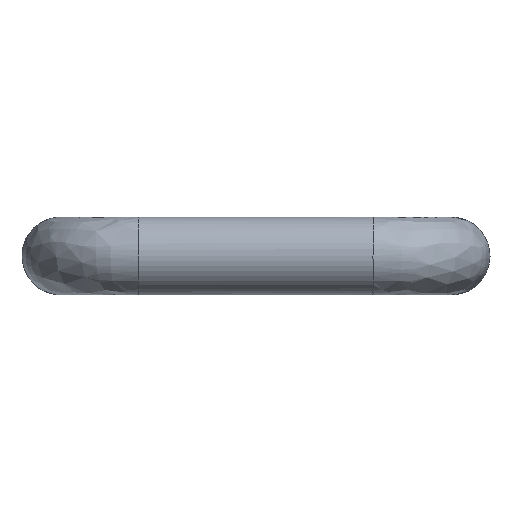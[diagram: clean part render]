
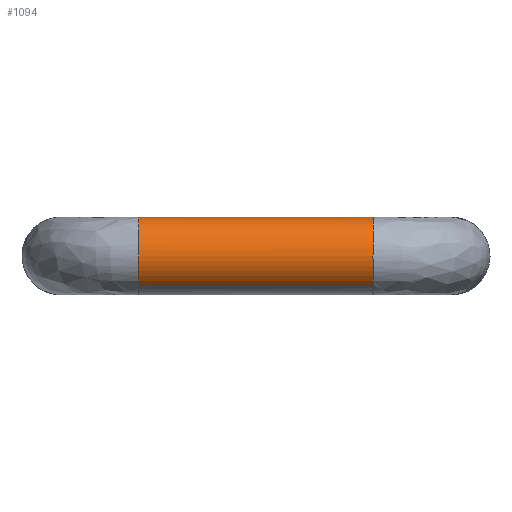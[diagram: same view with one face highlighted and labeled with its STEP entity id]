
A CAD part, front view. The second image highlights one B-rep face of the part: STEP entity #1094.
In plain terms, the highlighted free-form (B-spline) face has degree [2, 1] with [9, 2] control points.
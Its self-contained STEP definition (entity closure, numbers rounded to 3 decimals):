
#928=CARTESIAN_POINT('',(3.7,-18.756,-1.566));
#929=CARTESIAN_POINT('',(3.7,-18.619,-1.457));
#930=CARTESIAN_POINT('',(3.7,-18.502,-1.325));
#931=CARTESIAN_POINT('',(3.7,-17.177,0.173));
#932=CARTESIAN_POINT('',(3.7,-18.675,1.498));
#933=CARTESIAN_POINT('',(3.7,-20.173,2.823));
#934=CARTESIAN_POINT('',(3.7,-21.498,1.325));
#935=CARTESIAN_POINT('',(3.7,-22.823,-0.173));
#936=CARTESIAN_POINT('',(3.7,-21.325,-1.498));
#937=CARTESIAN_POINT('',(16.308,-18.756,-1.566));
#938=CARTESIAN_POINT('',(16.308,-18.619,-1.457));
#939=CARTESIAN_POINT('',(16.308,-18.502,-1.325));
#940=CARTESIAN_POINT('',(16.308,-17.177,0.173));
#941=CARTESIAN_POINT('',(16.308,-18.675,1.498));
#942=CARTESIAN_POINT('',(16.308,-20.173,2.823));
#943=CARTESIAN_POINT('',(16.308,-21.498,1.325));
#944=CARTESIAN_POINT('',(16.308,-22.823,-0.173));
#945=CARTESIAN_POINT('',(16.308,-21.325,-1.498));
#953=(BOUNDED_SURFACE()B_SPLINE_SURFACE(2,1,((#928,#937),(#929,#938),(#930,#939),(#931,#940),(#932,#941),(#933,#942),(#934,#943),(#935,#944),(#936,#945)),.UNSPECIFIED.,.F.,.F.,.U.)B_SPLINE_SURFACE_WITH_KNOTS((3,2,2,2,3),(2,2),(0.0,0.398,3.711,7.025,10.339),(0.0,12.608),.UNSPECIFIED.)GEOMETRIC_REPRESENTATION_ITEM()RATIONAL_B_SPLINE_SURFACE(((0.938,0.938),(0.965,0.965),(1.0,1.0),(0.707,0.707),(1.0,1.0),(0.707,0.707),(1.0,1.0),(0.707,0.707),(1.0,1.0)))REPRESENTATION_ITEM('')SURFACE());
#954=CARTESIAN_POINT('',(16.0,-18.0,0.0));
#955=VERTEX_POINT('',#954);
#956=CARTESIAN_POINT('',(16.,-18.756,-1.566));
#957=VERTEX_POINT('',#956);
#958=CARTESIAN_POINT('',(16.0,-18.0,0.0));
#959=CARTESIAN_POINT('',(16.,-18.,-0.966));
#960=CARTESIAN_POINT('',(16.,-18.756,-1.566));
#968=(BOUNDED_CURVE()B_SPLINE_CURVE(2,(#958,#959,#960),.UNSPECIFIED.,.F.,.U.)B_SPLINE_CURVE_WITH_KNOTS((3,3),(0.0,0.142),.UNSPECIFIED.)CURVE()GEOMETRIC_REPRESENTATION_ITEM()RATIONAL_B_SPLINE_CURVE((1.0,0.833,0.856))REPRESENTATION_ITEM(''));
#969=EDGE_CURVE('',#955,#957,#968,.T.);
#970=ORIENTED_EDGE('',*,*,#969,.T.);
#971=CARTESIAN_POINT('',(4.,-18.756,-1.566));
#972=VERTEX_POINT('',#971);
#973=CARTESIAN_POINT('',(4.,-18.756,-1.566));
#974=CARTESIAN_POINT('',(16.,-18.756,-1.566));
#975=QUASI_UNIFORM_CURVE('',1,(#973,#974),.UNSPECIFIED.,.F.,.U.);
#976=EDGE_CURVE('',#972,#957,#975,.T.);
#977=ORIENTED_EDGE('',*,*,#976,.F.);
#978=CARTESIAN_POINT('',(4.0,-18.0,0.0));
#979=VERTEX_POINT('',#978);
#980=CARTESIAN_POINT('',(4.0,-18.0,0.0));
#981=CARTESIAN_POINT('',(4.,-18.,-0.966));
#982=CARTESIAN_POINT('',(4.,-18.756,-1.566));
#990=(BOUNDED_CURVE()B_SPLINE_CURVE(2,(#980,#981,#982),.UNSPECIFIED.,.F.,.U.)B_SPLINE_CURVE_WITH_KNOTS((3,3),(0.0,0.142),.UNSPECIFIED.)CURVE()GEOMETRIC_REPRESENTATION_ITEM()RATIONAL_B_SPLINE_CURVE((1.0,0.833,0.856))REPRESENTATION_ITEM(''));
#991=EDGE_CURVE('',#979,#972,#990,.T.);
#992=ORIENTED_EDGE('',*,*,#991,.F.);
#993=CARTESIAN_POINT('',(4.,-20.025,2.));
#994=VERTEX_POINT('',#993);
#995=CARTESIAN_POINT('',(4.,-20.025,2.));
#996=CARTESIAN_POINT('',(4.,-20.013,2.));
#997=CARTESIAN_POINT('',(4.0,-20.0,2.0));
#998=CARTESIAN_POINT('',(4.,-18.,2.));
#999=CARTESIAN_POINT('',(4.0,-18.0,0.0));
#1007=(BOUNDED_CURVE()B_SPLINE_CURVE(2,(#995,#996,#997,#998,#999),.UNSPECIFIED.,.F.,.U.)B_SPLINE_CURVE_WITH_KNOTS((3,2,3),(0.748,0.75,1.0),.UNSPECIFIED.)CURVE()GEOMETRIC_REPRESENTATION_ITEM()RATIONAL_B_SPLINE_CURVE((0.995,0.997,1.0,0.707,1.0))REPRESENTATION_ITEM(''));
#1008=EDGE_CURVE('',#994,#979,#1007,.T.);
#1009=ORIENTED_EDGE('',*,*,#1008,.F.);
#1010=CARTESIAN_POINT('',(4.0,-22.0,0.0));
#1011=VERTEX_POINT('',#1010);
#1012=CARTESIAN_POINT('',(4.0,-22.0,0.0));
#1013=CARTESIAN_POINT('',(4.0,-22.0,1.975));
#1014=CARTESIAN_POINT('',(4.,-20.025,2.));
#1022=(BOUNDED_CURVE()B_SPLINE_CURVE(2,(#1012,#1013,#1014),.UNSPECIFIED.,.F.,.U.)B_SPLINE_CURVE_WITH_KNOTS((3,3),(0.5,0.748),.UNSPECIFIED.)CURVE()GEOMETRIC_REPRESENTATION_ITEM()RATIONAL_B_SPLINE_CURVE((1.0,0.71,0.995))REPRESENTATION_ITEM(''));
#1023=EDGE_CURVE('',#1011,#994,#1022,.T.);
#1024=ORIENTED_EDGE('',*,*,#1023,.F.);
#1025=CARTESIAN_POINT('',(4.0,-21.325,-1.498));
#1026=VERTEX_POINT('',#1025);
#1027=CARTESIAN_POINT('',(4.,-21.325,-1.498));
#1028=CARTESIAN_POINT('',(4.0,-22.,-0.901));
#1029=CARTESIAN_POINT('',(4.0,-22.0,0.0));
#1037=(BOUNDED_CURVE()B_SPLINE_CURVE(2,(#1027,#1028,#1029),.UNSPECIFIED.,.F.,.U.)B_SPLINE_CURVE_WITH_KNOTS((3,3),(0.366,0.5),.UNSPECIFIED.)CURVE()GEOMETRIC_REPRESENTATION_ITEM()RATIONAL_B_SPLINE_CURVE((0.854,0.843,1.0))REPRESENTATION_ITEM(''));
#1038=EDGE_CURVE('',#1026,#1011,#1037,.T.);
#1039=ORIENTED_EDGE('',*,*,#1038,.F.);
#1040=CARTESIAN_POINT('',(16.,-21.325,-1.498));
#1041=VERTEX_POINT('',#1040);
#1042=CARTESIAN_POINT('',(4.0,-21.325,-1.498));
#1043=CARTESIAN_POINT('',(16.,-21.325,-1.498));
#1044=QUASI_UNIFORM_CURVE('',1,(#1042,#1043),.UNSPECIFIED.,.F.,.U.);
#1045=EDGE_CURVE('',#1026,#1041,#1044,.T.);
#1046=ORIENTED_EDGE('',*,*,#1045,.T.);
#1047=CARTESIAN_POINT('',(16.0,-22.0,0.0));
#1048=VERTEX_POINT('',#1047);
#1049=CARTESIAN_POINT('',(16.,-21.325,-1.498));
#1050=CARTESIAN_POINT('',(16.,-22.,-0.901));
#1051=CARTESIAN_POINT('',(16.0,-22.0,0.0));
#1059=(BOUNDED_CURVE()B_SPLINE_CURVE(2,(#1049,#1050,#1051),.UNSPECIFIED.,.F.,.U.)B_SPLINE_CURVE_WITH_KNOTS((3,3),(0.366,0.5),.UNSPECIFIED.)CURVE()GEOMETRIC_REPRESENTATION_ITEM()RATIONAL_B_SPLINE_CURVE((0.854,0.843,1.0))REPRESENTATION_ITEM(''));
#1060=EDGE_CURVE('',#1041,#1048,#1059,.T.);
#1061=ORIENTED_EDGE('',*,*,#1060,.T.);
#1062=CARTESIAN_POINT('',(16.,-20.05,1.999));
#1063=VERTEX_POINT('',#1062);
#1064=CARTESIAN_POINT('',(16.0,-22.0,0.0));
#1065=CARTESIAN_POINT('',(16.,-22.,1.95));
#1066=CARTESIAN_POINT('',(16.,-20.05,1.999));
#1074=(BOUNDED_CURVE()B_SPLINE_CURVE(2,(#1064,#1065,#1066),.UNSPECIFIED.,.F.,.U.)B_SPLINE_CURVE_WITH_KNOTS((3,3),(0.5,0.746),.UNSPECIFIED.)CURVE()GEOMETRIC_REPRESENTATION_ITEM()RATIONAL_B_SPLINE_CURVE((1.0,0.712,0.99))REPRESENTATION_ITEM(''));
#1075=EDGE_CURVE('',#1048,#1063,#1074,.T.);
#1076=ORIENTED_EDGE('',*,*,#1075,.T.);
#1077=CARTESIAN_POINT('',(16.,-20.05,1.999));
#1078=CARTESIAN_POINT('',(16.,-20.025,2.));
#1079=CARTESIAN_POINT('',(16.0,-20.0,2.0));
#1080=CARTESIAN_POINT('',(16.,-18.,2.));
#1081=CARTESIAN_POINT('',(16.0,-18.0,0.0));
#1089=(BOUNDED_CURVE()B_SPLINE_CURVE(2,(#1077,#1078,#1079,#1080,#1081),.UNSPECIFIED.,.F.,.U.)B_SPLINE_CURVE_WITH_KNOTS((3,2,3),(0.746,0.75,1.0),.UNSPECIFIED.)CURVE()GEOMETRIC_REPRESENTATION_ITEM()RATIONAL_B_SPLINE_CURVE((0.99,0.995,1.0,0.707,1.0))REPRESENTATION_ITEM(''));
#1090=EDGE_CURVE('',#1063,#955,#1089,.T.);
#1091=ORIENTED_EDGE('',*,*,#1090,.T.);
#1092=EDGE_LOOP('',(#970,#977,#992,#1009,#1024,#1039,#1046,#1061,#1076,#1091));
#1093=FACE_OUTER_BOUND('',#1092,.T.);
#1094=ADVANCED_FACE('',(#1093),#953,.T.);
